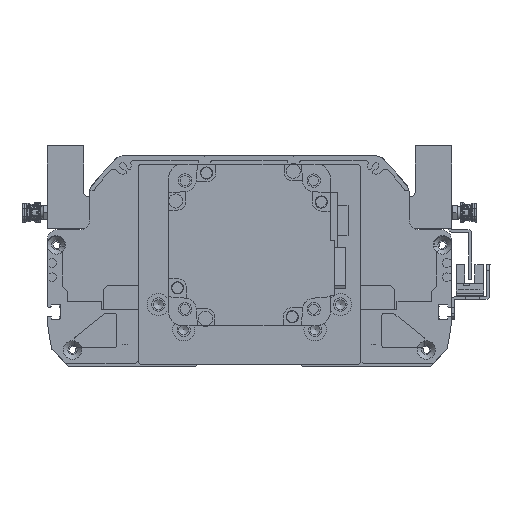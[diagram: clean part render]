
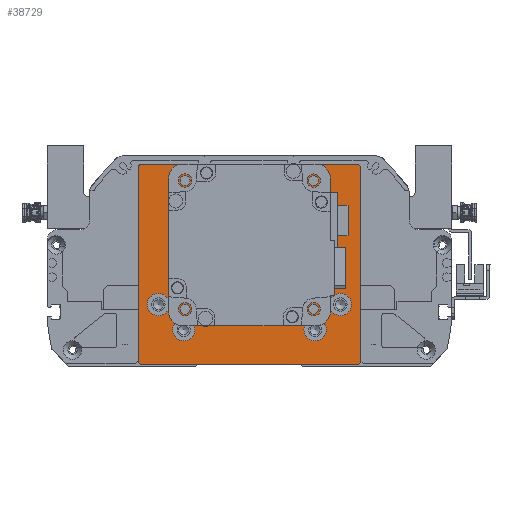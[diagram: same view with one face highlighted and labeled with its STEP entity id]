
A CAD part, front view. The second image highlights one B-rep face of the part: STEP entity #38729.
In plain terms, the highlighted face is planar.
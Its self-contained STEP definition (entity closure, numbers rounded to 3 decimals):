
#836=FACE_BOUND('',#8246,.T.);
#837=FACE_BOUND('',#8247,.T.);
#838=FACE_BOUND('',#8248,.T.);
#839=FACE_BOUND('',#8249,.T.);
#840=FACE_BOUND('',#8250,.T.);
#841=FACE_BOUND('',#8251,.T.);
#842=FACE_BOUND('',#8252,.T.);
#843=FACE_BOUND('',#8253,.T.);
#844=FACE_BOUND('',#8254,.T.);
#2518=PLANE('',#43392);
#5732=FACE_OUTER_BOUND('',#8245,.T.);
#8245=EDGE_LOOP('',(#35903,#35904,#35905,#35906,#35907,#35908,#35909,#35910));
#8246=EDGE_LOOP('',(#35911));
#8247=EDGE_LOOP('',(#35912));
#8248=EDGE_LOOP('',(#35913));
#8249=EDGE_LOOP('',(#35914));
#8250=EDGE_LOOP('',(#35915));
#8251=EDGE_LOOP('',(#35916));
#8252=EDGE_LOOP('',(#35917));
#8253=EDGE_LOOP('',(#35918));
#8254=EDGE_LOOP('',(#35919));
#11137=LINE('',#69391,#14080);
#11140=LINE('',#69400,#14083);
#11143=LINE('',#69405,#14086);
#11145=LINE('',#69408,#14088);
#11146=LINE('',#69411,#14089);
#11148=LINE('',#69415,#14091);
#11150=LINE('',#69419,#14093);
#11163=LINE('',#69481,#14106);
#14080=VECTOR('',#54392,10.);
#14083=VECTOR('',#54401,10.);
#14086=VECTOR('',#54406,10.);
#14088=VECTOR('',#54410,10.);
#14089=VECTOR('',#54413,10.);
#14091=VECTOR('',#54417,10.);
#14093=VECTOR('',#54421,10.);
#14106=VECTOR('',#54500,10.);
#16339=CIRCLE('',#43349,2.459);
#16340=CIRCLE('',#43352,2.459);
#16341=CIRCLE('',#43360,2.459);
#16342=CIRCLE('',#43362,2.459);
#16345=CIRCLE('',#43367,5.5);
#16348=CIRCLE('',#43373,5.5);
#16351=CIRCLE('',#43379,5.5);
#16354=CIRCLE('',#43385,5.5);
#16356=CIRCLE('',#43390,35.);
#19850=VERTEX_POINT('',#69384);
#19851=VERTEX_POINT('',#69388);
#19852=VERTEX_POINT('',#69390);
#19853=VERTEX_POINT('',#69394);
#19854=VERTEX_POINT('',#69398);
#19855=VERTEX_POINT('',#69399);
#19856=VERTEX_POINT('',#69404);
#19857=VERTEX_POINT('',#69410);
#19858=VERTEX_POINT('',#69414);
#19859=VERTEX_POINT('',#69418);
#19860=VERTEX_POINT('',#69422);
#19861=VERTEX_POINT('',#69426);
#19864=VERTEX_POINT('',#69435);
#19867=VERTEX_POINT('',#69446);
#19870=VERTEX_POINT('',#69457);
#19873=VERTEX_POINT('',#69468);
#19875=VERTEX_POINT('',#69477);
#25215=EDGE_CURVE('',#19850,#19850,#16339,.T.);
#25218=EDGE_CURVE('',#19852,#19851,#11137,.T.);
#25220=EDGE_CURVE('',#19853,#19853,#16340,.T.);
#25222=EDGE_CURVE('',#19854,#19855,#11140,.T.);
#25225=EDGE_CURVE('',#19856,#19855,#11143,.T.);
#25227=EDGE_CURVE('',#19856,#19851,#11145,.T.);
#25228=EDGE_CURVE('',#19852,#19857,#11146,.T.);
#25230=EDGE_CURVE('',#19858,#19857,#11148,.T.);
#25232=EDGE_CURVE('',#19858,#19859,#11150,.T.);
#25234=EDGE_CURVE('',#19860,#19860,#16341,.T.);
#25236=EDGE_CURVE('',#19861,#19861,#16342,.T.);
#25240=EDGE_CURVE('',#19864,#19864,#16345,.T.);
#25245=EDGE_CURVE('',#19867,#19867,#16348,.T.);
#25250=EDGE_CURVE('',#19870,#19870,#16351,.T.);
#25255=EDGE_CURVE('',#19873,#19873,#16354,.T.);
#25259=EDGE_CURVE('',#19875,#19875,#16356,.T.);
#25261=EDGE_CURVE('',#19854,#19859,#11163,.T.);
#35903=ORIENTED_EDGE('',*,*,#25222,.F.);
#35904=ORIENTED_EDGE('',*,*,#25261,.T.);
#35905=ORIENTED_EDGE('',*,*,#25232,.F.);
#35906=ORIENTED_EDGE('',*,*,#25230,.T.);
#35907=ORIENTED_EDGE('',*,*,#25228,.F.);
#35908=ORIENTED_EDGE('',*,*,#25218,.T.);
#35909=ORIENTED_EDGE('',*,*,#25227,.F.);
#35910=ORIENTED_EDGE('',*,*,#25225,.T.);
#35911=ORIENTED_EDGE('',*,*,#25234,.T.);
#35912=ORIENTED_EDGE('',*,*,#25220,.T.);
#35913=ORIENTED_EDGE('',*,*,#25236,.T.);
#35914=ORIENTED_EDGE('',*,*,#25215,.T.);
#35915=ORIENTED_EDGE('',*,*,#25240,.T.);
#35916=ORIENTED_EDGE('',*,*,#25245,.T.);
#35917=ORIENTED_EDGE('',*,*,#25250,.T.);
#35918=ORIENTED_EDGE('',*,*,#25255,.T.);
#35919=ORIENTED_EDGE('',*,*,#25259,.T.);
#38729=ADVANCED_FACE('',(#5732,#836,#837,#838,#839,#840,#841,#842,#843,
#844),#2518,.T.);
#43349=AXIS2_PLACEMENT_3D('',#69385,#54386,#54387);
#43352=AXIS2_PLACEMENT_3D('',#69395,#54396,#54397);
#43360=AXIS2_PLACEMENT_3D('',#69423,#54425,#54426);
#43362=AXIS2_PLACEMENT_3D('',#69427,#54430,#54431);
#43367=AXIS2_PLACEMENT_3D('',#69436,#54441,#54442);
#43373=AXIS2_PLACEMENT_3D('',#69447,#54455,#54456);
#43379=AXIS2_PLACEMENT_3D('',#69458,#54469,#54470);
#43385=AXIS2_PLACEMENT_3D('',#69469,#54483,#54484);
#43390=AXIS2_PLACEMENT_3D('',#69478,#54495,#54496);
#43392=AXIS2_PLACEMENT_3D('',#69482,#54501,#54502);
#54386=DIRECTION('center_axis',(0.,0.,-1.));
#54387=DIRECTION('ref_axis',(1.,0.,0.));
#54392=DIRECTION('',(-1.,0.,0.));
#54396=DIRECTION('center_axis',(0.,0.,-1.));
#54397=DIRECTION('ref_axis',(1.,0.,0.));
#54401=DIRECTION('',(-0.707,0.707,0.));
#54406=DIRECTION('',(0.,-1.,0.));
#54410=DIRECTION('',(0.707,0.707,0.));
#54413=DIRECTION('',(0.707,-0.707,0.));
#54417=DIRECTION('',(0.,1.,0.));
#54421=DIRECTION('',(-0.707,-0.707,0.));
#54425=DIRECTION('center_axis',(0.,0.,-1.));
#54426=DIRECTION('ref_axis',(1.,0.,0.));
#54430=DIRECTION('center_axis',(0.,0.,-1.));
#54431=DIRECTION('ref_axis',(1.,0.,0.));
#54441=DIRECTION('center_axis',(0.,0.,-1.));
#54442=DIRECTION('ref_axis',(1.,0.,0.));
#54455=DIRECTION('center_axis',(0.,0.,-1.));
#54456=DIRECTION('ref_axis',(1.,0.,0.));
#54469=DIRECTION('center_axis',(0.,0.,-1.));
#54470=DIRECTION('ref_axis',(1.,0.,0.));
#54483=DIRECTION('center_axis',(0.,0.,-1.));
#54484=DIRECTION('ref_axis',(1.,0.,0.));
#54495=DIRECTION('center_axis',(0.,0.,-1.));
#54496=DIRECTION('ref_axis',(1.,0.,0.));
#54500=DIRECTION('',(1.,0.,0.));
#54501=DIRECTION('center_axis',(0.,0.,1.));
#54502=DIRECTION('ref_axis',(1.,0.,0.));
#69384=CARTESIAN_POINT('',(29.361,41.32,89.));
#69385=CARTESIAN_POINT('Origin',(31.82,41.32,89.));
#69388=CARTESIAN_POINT('',(-54.,49.5,89.));
#69390=CARTESIAN_POINT('',(54.,49.5,89.));
#69391=CARTESIAN_POINT('',(55.,49.5,89.));
#69394=CARTESIAN_POINT('',(-34.278,41.32,89.));
#69395=CARTESIAN_POINT('Origin',(-31.82,41.32,89.));
#69398=CARTESIAN_POINT('',(-54.,-49.5,89.));
#69399=CARTESIAN_POINT('',(-55.,-48.5,89.));
#69400=CARTESIAN_POINT('',(-53.125,-50.375,89.));
#69404=CARTESIAN_POINT('',(-55.,48.5,89.));
#69405=CARTESIAN_POINT('',(-55.,49.5,89.));
#69408=CARTESIAN_POINT('',(-53.125,50.375,89.));
#69410=CARTESIAN_POINT('',(55.,48.5,89.));
#69411=CARTESIAN_POINT('',(53.125,50.375,89.));
#69414=CARTESIAN_POINT('',(55.,-48.5,89.));
#69415=CARTESIAN_POINT('',(55.,-49.5,89.));
#69418=CARTESIAN_POINT('',(54.,-49.5,89.));
#69419=CARTESIAN_POINT('',(53.125,-50.375,89.));
#69422=CARTESIAN_POINT('',(29.361,-22.32,89.));
#69423=CARTESIAN_POINT('Origin',(31.82,-22.32,89.));
#69426=CARTESIAN_POINT('',(-34.278,-22.32,89.));
#69427=CARTESIAN_POINT('Origin',(-31.82,-22.32,89.));
#69435=CARTESIAN_POINT('',(27.,-32.5,89.));
#69436=CARTESIAN_POINT('Origin',(32.5,-32.5,89.));
#69446=CARTESIAN_POINT('',(-50.5,-20.,89.));
#69447=CARTESIAN_POINT('Origin',(-45.,-20.,89.));
#69457=CARTESIAN_POINT('',(-38.,-32.5,89.));
#69458=CARTESIAN_POINT('Origin',(-32.5,-32.5,89.));
#69468=CARTESIAN_POINT('',(39.5,-20.,89.));
#69469=CARTESIAN_POINT('Origin',(45.,-20.,89.));
#69477=CARTESIAN_POINT('',(-35.,9.5,89.));
#69478=CARTESIAN_POINT('Origin',(0.,9.5,89.));
#69481=CARTESIAN_POINT('',(-55.,-49.5,89.));
#69482=CARTESIAN_POINT('Origin',(0.,0.,
89.));
